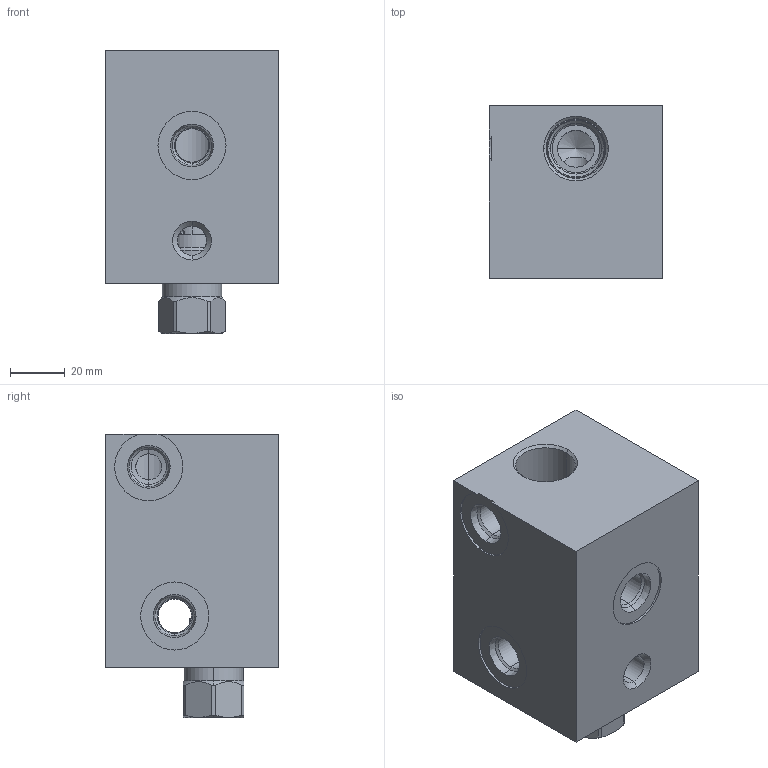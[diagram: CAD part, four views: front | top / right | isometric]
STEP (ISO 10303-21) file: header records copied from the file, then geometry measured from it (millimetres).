
FILE_DESCRIPTION((''),'2;1');
FILE_NAME('E7I_ASM','2022-07-27T',('ProEService'),(''),'PRO/ENGINEER BY PARAMETRIC TECHNOLOGY CORPORATION, 2014200','PRO/ENGINEER BY PARAMETRIC TECHNOLOGY CORPORATION, 2014200','');
FILE_SCHEMA(('CONFIG_CONTROL_DESIGN'));
Length unit declared in the file: inch
Products named in the file (3): 151-090-004; CXDAXCN; E7I_ASM
Assembly tree (2 placements, depth 2):
  E7I_ASM
    151-090-004
    CXDAXCN
Bounding box: 63.5 x 63.5 x 103.99 mm (x, y, z)
Volume: 310209.5 mm3; surface area: 46747 mm2
Topology: 4 solids, 4 shells, 250 faces, 819 edges, 677 vertices
Faces by surface type: cylinder 103, cone 73, plane 35, torus 20, bspline 11, revolution 8
Entity records: 14926 total; most frequent: CARTESIAN_POINT 7924, DIRECTION 1458, ORIENTED_EDGE 1178, EDGE_CURVE 589, AXIS2_PLACEMENT_3D 511, VECTOR 428, LINE 428, VERTEX_POINT 361
